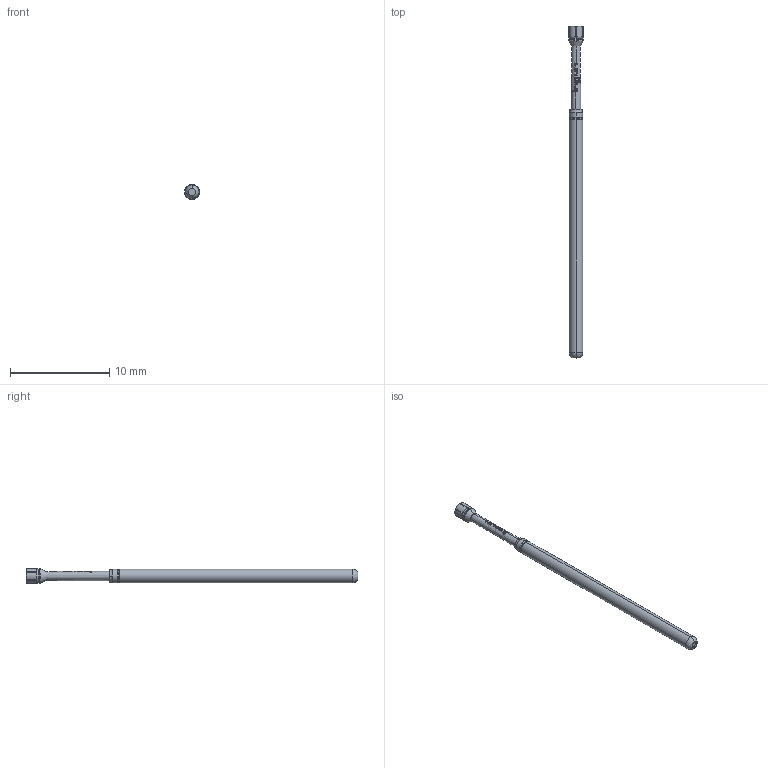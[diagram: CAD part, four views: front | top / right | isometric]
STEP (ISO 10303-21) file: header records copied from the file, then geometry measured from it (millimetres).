
FILE_DESCRIPTION (( 'STEP AP203' ), '1' );
FILE_NAME ('INGUN_HSS-100_319_150_A_xx00.STEP', '2022-01-31T12:31:46', ( 'ochi' ), ( '' ), 'SwSTEP 2.0', 'SolidWorks 2018', '' );
FILE_SCHEMA (( 'CONFIG_CONTROL_DESIGN' ));
Length unit declared in the file: millimetre
Products named in the file (1): INGUN_HSS-100_319_150_A_xx00
Bounding box: 1.5 x 33.4 x 1.5 mm (x, y, z)
Volume: 43.2 mm3; surface area: 145.1 mm2
Topology: 1 solids, 1 shells, 140 faces, 377 edges, 241 vertices
Faces by surface type: bspline 59, cone 32, plane 21, torus 14, cylinder 14
Entity records: 5569 total; most frequent: CARTESIAN_POINT 2557, ORIENTED_EDGE 754, DIRECTION 390, EDGE_CURVE 377, VERTEX_POINT 241, B_SPLINE_CURVE_WITH_KNOTS 231, AXIS2_PLACEMENT_3D 162, EDGE_LOOP 142
